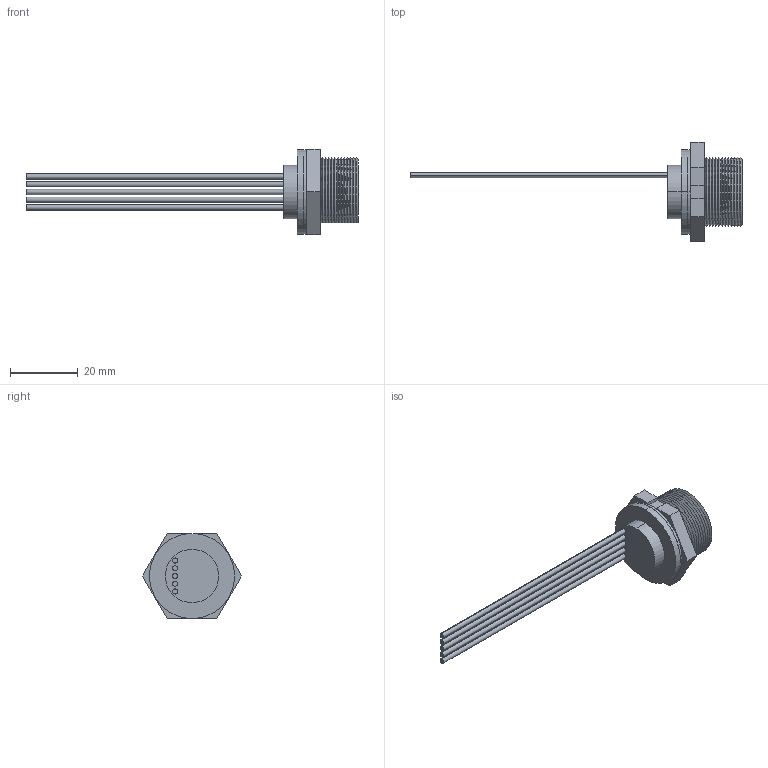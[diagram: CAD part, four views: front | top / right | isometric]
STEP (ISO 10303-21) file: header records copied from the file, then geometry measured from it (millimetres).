
FILE_DESCRIPTION (( 'STEP AP214' ), '1' );
FILE_NAME ('WPUSBBF.STEP', '2006-09-01T13:43:26', ( 'X' ), ( 'L-COM' ), 'SwSTEP 2.0', 'SolidWorks 2006052', '' );
FILE_SCHEMA (( 'AUTOMOTIVE_DESIGN' ));
Length unit declared in the file: inch
Products named in the file (4): WPUSBAF-MA1; WPUSBAF-MA2; WPUSBBF-MA1_3" LEADS; WPUSBBF
Assembly tree (3 placements, depth 2):
  WPUSBBF
    WPUSBAF-MA2
    WPUSBAF-MA1
    WPUSBBF-MA1_3" LEADS
Bounding box: 98.2 x 29.33 x 25.4 mm (x, y, z)
Volume: 7888.9 mm3; surface area: 6823.2 mm2
Topology: 3 solids, 3 shells, 270 faces, 722 edges, 480 vertices
Faces by surface type: plane 136, cone 49, bspline 47, cylinder 38
Entity records: 14230 total; most frequent: CARTESIAN_POINT 6101, ORIENTED_EDGE 1444, DIRECTION 1161, EDGE_CURVE 722, VERTEX_POINT 480, VECTOR 421, LINE 421, AXIS2_PLACEMENT_3D 370
